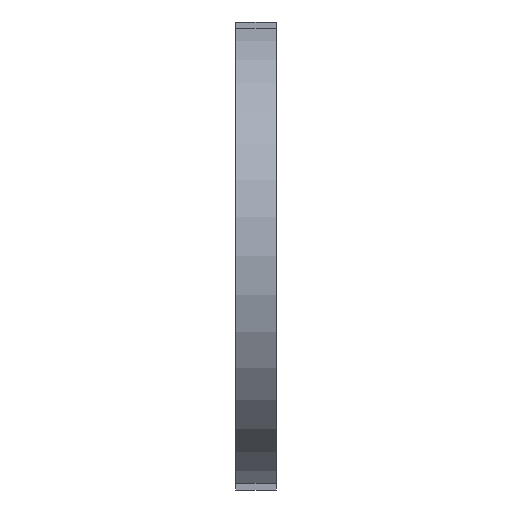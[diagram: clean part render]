
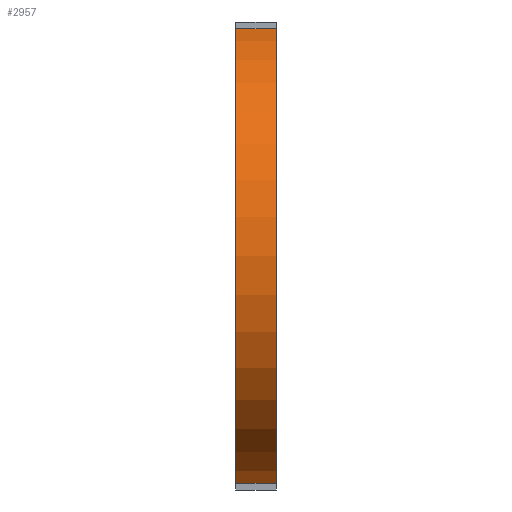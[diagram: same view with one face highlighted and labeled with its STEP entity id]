
A CAD part, left-side view. The second image highlights one B-rep face of the part: STEP entity #2957.
In plain terms, the highlighted cylindrical face has radius 22 mm (diameter 44 mm), a partial arc.
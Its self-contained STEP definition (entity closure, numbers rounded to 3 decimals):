
#135 = DIRECTION ( 'NONE',  ( 0., 1., 0. ) ) ;
#691 = EDGE_CURVE ( 'NONE', #5573, #6011, #8640, .T. ) ;
#816 = DIRECTION ( 'NONE',  ( -1., 0., 0. ) ) ;
#884 = EDGE_CURVE ( 'NONE', #9057, #6011, #4953, .T. ) ;
#1050 = CARTESIAN_POINT ( 'NONE',  ( -41.306, -3.9, 21.351 ) ) ;
#1360 = CARTESIAN_POINT ( 'NONE',  ( -41.306, -3.8, 21.351 ) ) ;
#1550 = CARTESIAN_POINT ( 'NONE',  ( -41.306, -3.8, -21.351 ) ) ;
#1650 = LINE ( 'NONE', #1796, #6343 ) ;
#1796 = CARTESIAN_POINT ( 'NONE',  ( -41.306, -3.9, -21.351 ) ) ;
#1986 = EDGE_LOOP ( 'NONE', ( #7896, #7318, #4216, #5390 ) ) ;
#2857 = CYLINDRICAL_SURFACE ( 'NONE', #8562, 22. ) ;
#2957 = ADVANCED_FACE ( 'NONE', ( #3508 ), #2857, .T. ) ;
#3024 = VERTEX_POINT ( 'NONE', #1550 ) ;
#3187 = DIRECTION ( 'NONE',  ( 0., 0., 1. ) ) ;
#3210 = EDGE_CURVE ( 'NONE', #9057, #3024, #1650, .T. ) ;
#3340 = AXIS2_PLACEMENT_3D ( 'NONE', #9868, #4463, #816 ) ;
#3374 = AXIS2_PLACEMENT_3D ( 'NONE', #6975, #135, #3187 ) ;
#3390 = CARTESIAN_POINT ( 'NONE',  ( -41.306, 0., -21.351 ) ) ;
#3508 = FACE_OUTER_BOUND ( 'NONE', #1986, .T. ) ;
#4216 = ORIENTED_EDGE ( 'NONE', *, *, #3210, .T. ) ;
#4463 = DIRECTION ( 'NONE',  ( 0., 1., 0. ) ) ;
#4680 = DIRECTION ( 'NONE',  ( 0., -1., 0. ) ) ;
#4953 = CIRCLE ( 'NONE', #3374, 22. ) ;
#4994 = CARTESIAN_POINT ( 'NONE',  ( -36., -3.9, 0. ) ) ;
#5230 = EDGE_CURVE ( 'NONE', #3024, #5573, #7628, .T. ) ;
#5390 = ORIENTED_EDGE ( 'NONE', *, *, #5230, .T. ) ;
#5573 = VERTEX_POINT ( 'NONE', #1360 ) ;
#5708 = DIRECTION ( 'NONE',  ( 0., 1., 0. ) ) ;
#5767 = VECTOR ( 'NONE', #6253, 1000. ) ;
#6011 = VERTEX_POINT ( 'NONE', #6281 ) ;
#6253 = DIRECTION ( 'NONE',  ( 0., 1., 0. ) ) ;
#6281 = CARTESIAN_POINT ( 'NONE',  ( -41.306, 0., 21.351 ) ) ;
#6343 = VECTOR ( 'NONE', #4680, 1000. ) ;
#6975 = CARTESIAN_POINT ( 'NONE',  ( -36., 0., 0. ) ) ;
#7318 = ORIENTED_EDGE ( 'NONE', *, *, #884, .F. ) ;
#7628 = CIRCLE ( 'NONE', #3340, 22. ) ;
#7896 = ORIENTED_EDGE ( 'NONE', *, *, #691, .T. ) ;
#8042 = DIRECTION ( 'NONE',  ( 0., 0., 1. ) ) ;
#8562 = AXIS2_PLACEMENT_3D ( 'NONE', #4994, #5708, #8042 ) ;
#8640 = LINE ( 'NONE', #1050, #5767 ) ;
#9057 = VERTEX_POINT ( 'NONE', #3390 ) ;
#9868 = CARTESIAN_POINT ( 'NONE',  ( -36., -3.8, 0. ) ) ;
